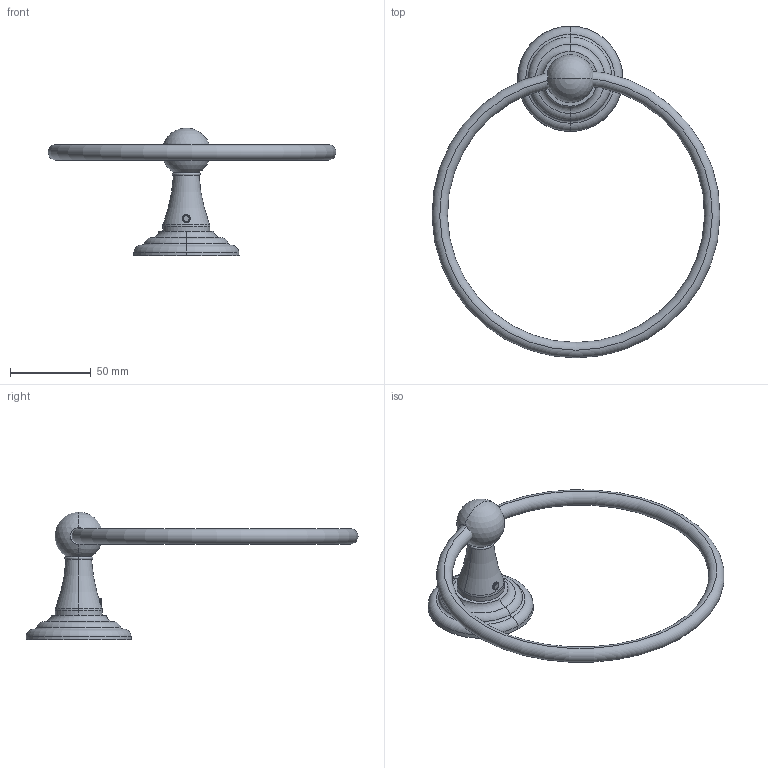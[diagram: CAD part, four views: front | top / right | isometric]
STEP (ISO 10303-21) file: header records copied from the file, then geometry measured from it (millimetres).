
FILE_DESCRIPTION((''),'2;1');
FILE_NAME('75-09_SW0001','2010-11-11T',('project'),(''),'PRO/ENGINEER BY PARAMETRIC TECHNOLOGY CORPORATION, 2009300','PRO/ENGINEER BY PARAMETRIC TECHNOLOGY CORPORATION, 2009300','');
FILE_SCHEMA(('CONFIG_CONTROL_DESIGN'));
Length unit declared in the file: inch
Products named in the file (1): 75-09_SW0001
Bounding box: 177.77 x 204.98 x 78.98 mm (x, y, z)
Surface area: 29143.9 mm2 (no closed solid volume)
Topology: 0 solids, 5 shells, 40 faces, 109 edges, 68 vertices
Faces by surface type: torus 16, cylinder 11, plane 5, cone 3, bspline 3, sphere 2
Entity records: 2165 total; most frequent: CARTESIAN_POINT 1167, DIRECTION 212, ORIENTED_EDGE 178, EDGE_CURVE 106, AXIS2_PLACEMENT_3D 95, VERTEX_POINT 68, CIRCLE 58, EDGE_LOOP 40
